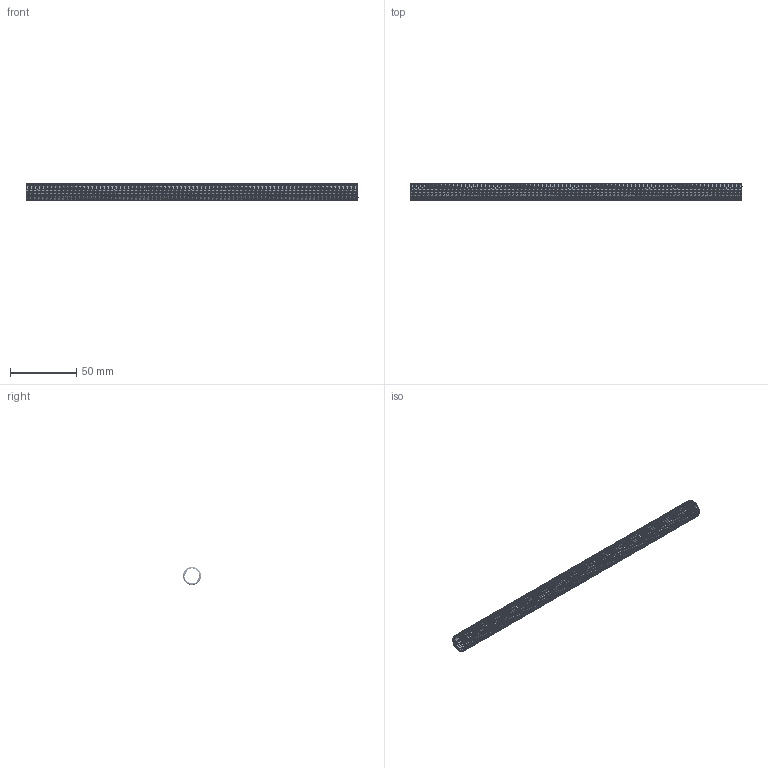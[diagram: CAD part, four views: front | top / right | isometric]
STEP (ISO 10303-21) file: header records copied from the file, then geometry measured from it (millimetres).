
FILE_DESCRIPTION (( 'STEP AP203' ), '1' );
FILE_NAME ('3D_R205_1-4x250_17186100.STEP', '2024-08-17T09:51:57', ( '' ), ( '' ), 'SwSTEP 2.0', 'SolidWorks 2024', '' );
FILE_SCHEMA (( 'CONFIG_CONTROL_DESIGN' ));
Length unit declared in the file: millimetre
Products named in the file (1): 3D_R205_1-4x250_17186100
Bounding box: 250 x 13.48 x 13.5 mm (x, y, z)
Volume: 6546.9 mm3; surface area: 25547.3 mm2
Topology: 1 solids, 1 shells, 511 faces, 1525 edges, 1016 vertices
Faces by surface type: cylinder 501, cone 5, bspline 3, plane 2
Entity records: 44692 total; most frequent: CARTESIAN_POINT 33886, ORIENTED_EDGE 3050, DIRECTION 1541, EDGE_CURVE 1525, VERTEX_POINT 1016, AXIS2_PLACEMENT_3D 519, EDGE_LOOP 513, ADVANCED_FACE 511
